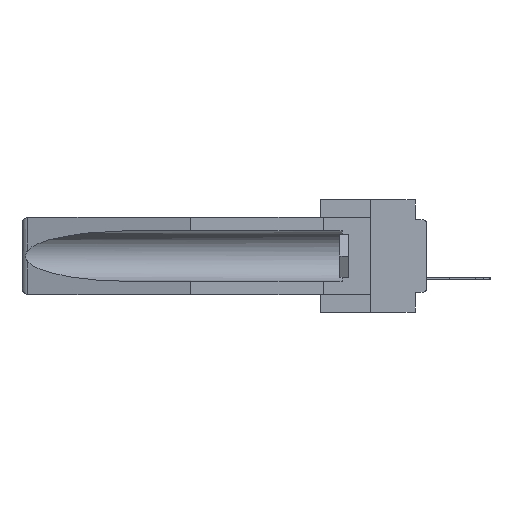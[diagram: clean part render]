
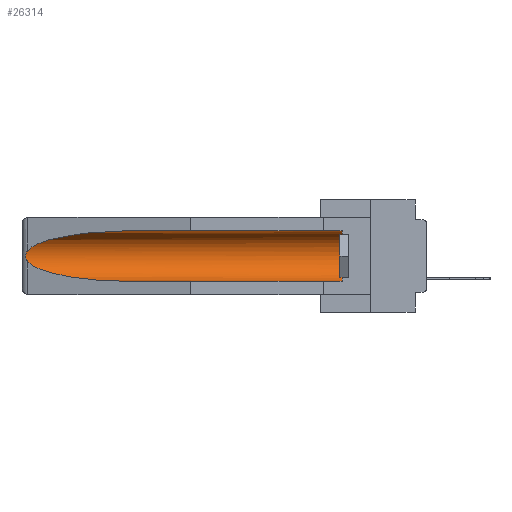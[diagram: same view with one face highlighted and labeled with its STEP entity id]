
A CAD part, left-side view. The second image highlights one B-rep face of the part: STEP entity #26314.
In plain terms, the highlighted cylindrical face has radius 2.857 mm (diameter 5.715 mm), a partial arc.
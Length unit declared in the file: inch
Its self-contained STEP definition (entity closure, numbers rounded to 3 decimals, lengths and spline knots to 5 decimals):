
#768 = CARTESIAN_POINT ( 'NONE',  ( 0.26537, 1.52718, -0.19328 ) ) ;
#1656 = VERTEX_POINT ( 'NONE', #8186 ) ;
#3235 = CARTESIAN_POINT ( 'NONE',  ( 0.21114, 1.30732, -0.059 ) ) ;
#3503 = AXIS2_PLACEMENT_3D ( 'NONE', #15281, #17653, #10483 ) ;
#4954 = DIRECTION ( 'NONE',  ( 0., 1., 0. ) ) ;
#6005 = EDGE_CURVE ( 'NONE', #9921, #1656, #19994, .T. ) ;
#6114 = CARTESIAN_POINT ( 'NONE',  ( 0.155, 0.126, -0.059 ) ) ;
#6675 = ORIENTED_EDGE ( 'NONE', *, *, #16095, .T. ) ;
#6714 = CARTESIAN_POINT ( 'NONE',  ( 0.2673, 1.5327, -0.16383 ) ) ;
#6794 = CARTESIAN_POINT ( 'NONE',  ( 0.155, 1.07973, -0.059 ) ) ;
#6816 = DIRECTION ( 'NONE',  ( 0., -1., 0. ) ) ;
#7035 = VERTEX_POINT ( 'NONE', #29027 ) ;
#8186 = CARTESIAN_POINT ( 'NONE',  ( 0.26537, 1.52718, -0.14972 ) ) ;
#8469 = VERTEX_POINT ( 'NONE', #6114 ) ;
#8640 = VERTEX_POINT ( 'NONE', #9115 ) ;
#8649 = DIRECTION ( 'NONE',  ( 0., 1., 0. ) ) ;
#8767 = FACE_OUTER_BOUND ( 'NONE', #17399, .T. ) ;
#9022 = VECTOR ( 'NONE', #8649, 39.37008 ) ;
#9046 = EDGE_CURVE ( 'NONE', #8640, #12578, #12245, .T. ) ;
#9115 = CARTESIAN_POINT ( 'NONE',  ( 0.26537, 1.52718, -0.19328 ) ) ;
#9164 = CARTESIAN_POINT ( 'NONE',  ( 0.2675, 1.53308, -0.17534 ) ) ;
#9921 = VERTEX_POINT ( 'NONE', #6794 ) ;
#10119 = CIRCLE ( 'NONE', #13319, 0.1125 ) ;
#10483 = DIRECTION ( 'NONE',  ( 0., 0., 1. ) ) ;
#10650 = CARTESIAN_POINT ( 'NONE',  ( 0.21114, 1.30732, -0.284 ) ) ;
#10834 = ORIENTED_EDGE ( 'NONE', *, *, #6005, .T. ) ;
#10898 = LINE ( 'NONE', #21700, #22720 ) ;
#11573 = CARTESIAN_POINT ( 'NONE',  ( 0.26655, 1.53094, -0.18657 ) ) ;
#12245 =( BOUNDED_CURVE ( )  B_SPLINE_CURVE ( 3, ( #768, #12955, #10650, #27048 ),
 .UNSPECIFIED., .F., .F. ) 
 B_SPLINE_CURVE_WITH_KNOTS ( ( 4, 4 ),
 ( 0.1948, 1.5708 ),
 .UNSPECIFIED. ) 
 CURVE ( )  GEOMETRIC_REPRESENTATION_ITEM ( )  RATIONAL_B_SPLINE_CURVE ( ( 1., 0.848, 0.848, 1. ) ) 
 REPRESENTATION_ITEM ( '' )  );
#12578 = VERTEX_POINT ( 'NONE', #23912 ) ;
#12955 = CARTESIAN_POINT ( 'NONE',  ( 0.25451, 1.48313, -0.24835 ) ) ;
#12998 = CARTESIAN_POINT ( 'NONE',  ( 0.25451, 1.48313, -0.09465 ) ) ;
#13073 = ORIENTED_EDGE ( 'NONE', *, *, #9046, .T. ) ;
#13319 = AXIS2_PLACEMENT_3D ( 'NONE', #21070, #6816, #23413 ) ;
#13852 = CARTESIAN_POINT ( 'NONE',  ( 0.26537, 1.52718, -0.14972 ) ) ;
#13936 = CARTESIAN_POINT ( 'NONE',  ( 0.26537, 1.52718, -0.19328 ) ) ;
#14593 = LINE ( 'NONE', #20478, #9022 ) ;
#15281 = CARTESIAN_POINT ( 'NONE',  ( 0.155, -0.30754, -0.1715 ) ) ;
#15312 = ORIENTED_EDGE ( 'NONE', *, *, #15971, .F. ) ;
#15666 = EDGE_CURVE ( 'NONE', #8469, #9921, #10898, .T. ) ;
#15971 = EDGE_CURVE ( 'NONE', #7035, #12578, #14593, .T. ) ;
#16095 = EDGE_CURVE ( 'NONE', #1656, #8640, #23038, .T. ) ;
#16102 = EDGE_CURVE ( 'NONE', #7035, #8469, #10119, .T. ) ;
#17399 = EDGE_LOOP ( 'NONE', ( #10834, #6675, #13073, #15312, #27690, #17543 ) ) ;
#17543 = ORIENTED_EDGE ( 'NONE', *, *, #15666, .T. ) ;
#17653 = DIRECTION ( 'NONE',  ( 0., 1., 0. ) ) ;
#19926 = CARTESIAN_POINT ( 'NONE',  ( 0.155, 1.07973, -0.059 ) ) ;
#19994 =( BOUNDED_CURVE ( )  B_SPLINE_CURVE ( 3, ( #19926, #3235, #12998, #29296 ),
 .UNSPECIFIED., .F., .F. ) 
 B_SPLINE_CURVE_WITH_KNOTS ( ( 4, 4 ),
 ( 4.71239, 6.08839 ),
 .UNSPECIFIED. ) 
 CURVE ( )  GEOMETRIC_REPRESENTATION_ITEM ( )  RATIONAL_B_SPLINE_CURVE ( ( 1., 0.848, 0.848, 1. ) ) 
 REPRESENTATION_ITEM ( '' )  );
#20478 = CARTESIAN_POINT ( 'NONE',  ( 0.155, -0.30754, -0.284 ) ) ;
#20633 = CYLINDRICAL_SURFACE ( 'NONE', #3503, 0.1125 ) ;
#20963 = CARTESIAN_POINT ( 'NONE',  ( 0.26654, 1.53092, -0.15636 ) ) ;
#21070 = CARTESIAN_POINT ( 'NONE',  ( 0.155, 0.126, -0.1715 ) ) ;
#21700 = CARTESIAN_POINT ( 'NONE',  ( 0.155, -0.30754, -0.059 ) ) ;
#22720 = VECTOR ( 'NONE', #4954, 39.37008 ) ;
#23038 = B_SPLINE_CURVE_WITH_KNOTS ( 'NONE', 3,
 ( #13852, #27817, #20963, #6714, #23312, #9164, #25618, #11573, #27922, #13936 ),
 .UNSPECIFIED., .F., .F.,
 ( 4, 2, 2, 2, 4 ),
 ( 0., 0.00029, 0.00058, 0.00087, 0.00117 ),
 .UNSPECIFIED. ) ;
#23312 = CARTESIAN_POINT ( 'NONE',  ( 0.2675, 1.53308, -0.16763 ) ) ;
#23413 = DIRECTION ( 'NONE',  ( 0., 0., 1. ) ) ;
#23912 = CARTESIAN_POINT ( 'NONE',  ( 0.155, 1.07973, -0.284 ) ) ;
#25618 = CARTESIAN_POINT ( 'NONE',  ( 0.2673, 1.53269, -0.17917 ) ) ;
#26314 = ADVANCED_FACE ( 'NONE', ( #8767 ), #20633, .F. ) ;
#27048 = CARTESIAN_POINT ( 'NONE',  ( 0.155, 1.07973, -0.284 ) ) ;
#27690 = ORIENTED_EDGE ( 'NONE', *, *, #16102, .T. ) ;
#27817 = CARTESIAN_POINT ( 'NONE',  ( 0.26597, 1.52961, -0.15275 ) ) ;
#27922 = CARTESIAN_POINT ( 'NONE',  ( 0.26597, 1.5296, -0.19026 ) ) ;
#29027 = CARTESIAN_POINT ( 'NONE',  ( 0.155, 0.126, -0.284 ) ) ;
#29296 = CARTESIAN_POINT ( 'NONE',  ( 0.26537, 1.52718, -0.14972 ) ) ;
